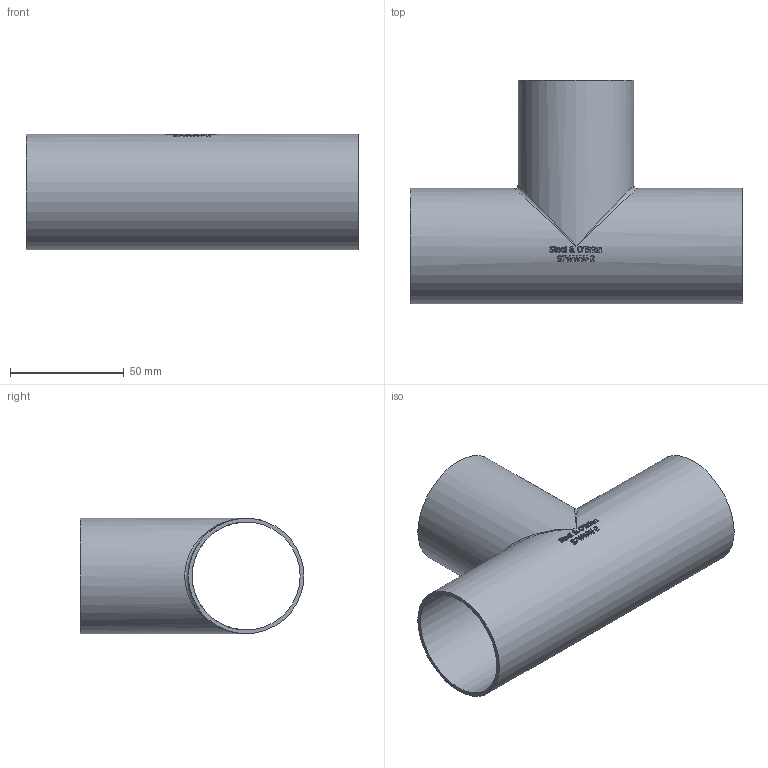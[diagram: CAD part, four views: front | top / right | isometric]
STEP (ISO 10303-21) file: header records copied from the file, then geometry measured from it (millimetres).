
FILE_DESCRIPTION(/* description */ (''),/* implementation_level */ '2;1');
FILE_NAME(/* name */ 'S7WWW-2.stp',/* time_stamp */ '2018-11-28T09:01:14-05:00',/* author */ ('ken'),/* organization */ (''),/* preprocessor_version */ 'ST-DEVELOPER v15.2',/* originating_system */ 'Autodesk Inventor 2014',/* authorisation */ '');
FILE_SCHEMA (('AUTOMOTIVE_DESIGN { 1 0 10303 214 3 1 1 }'));
Length unit declared in the file: inch
Products named in the file (1): S7WWW-2
Bounding box: 146.05 x 98.42 x 50.8 mm (x, y, z)
Volume: 47897.8 mm3; surface area: 58731.2 mm2
Topology: 1 solids, 1 shells, 324 faces, 884 edges, 586 vertices
Faces by surface type: bspline 148, plane 143, cylinder 33
Full cylindrical faces by diameter (mm): 47.498 x2, 50.8 x2
Entity records: 13024 total; most frequent: CARTESIAN_POINT 5681, ORIENTED_EDGE 1740, DIRECTION 1096, EDGE_CURVE 870, VERTEX_POINT 582, LINE 414, VECTOR 414, EDGE_LOOP 362
